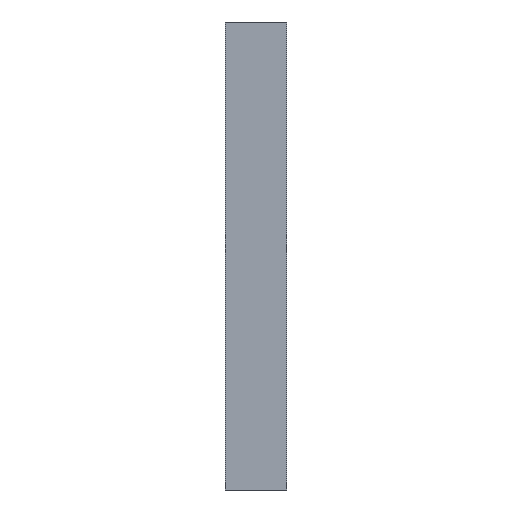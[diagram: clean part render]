
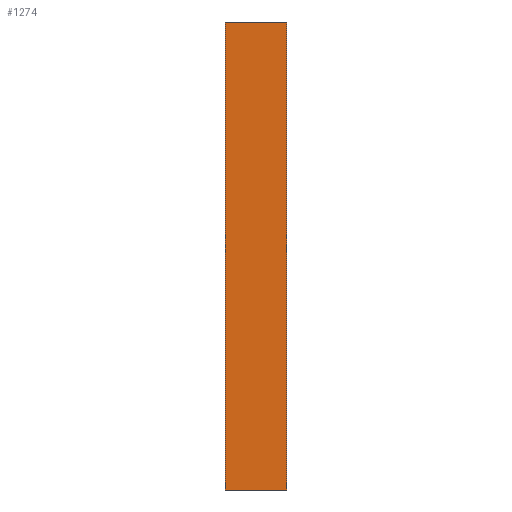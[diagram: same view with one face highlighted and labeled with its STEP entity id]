
A CAD part, left-side view. The second image highlights one B-rep face of the part: STEP entity #1274.
In plain terms, the highlighted planar face has unit normal (-1, 0, 0).
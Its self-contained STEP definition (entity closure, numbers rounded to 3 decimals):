
#123 = CARTESIAN_POINT ( 'NONE',  ( -31.5, 5., 19. ) ) ;
#136 = LINE ( 'NONE', #123, #1230 ) ;
#137 = CARTESIAN_POINT ( 'NONE',  ( -31.5, 5., -19. ) ) ;
#144 = CARTESIAN_POINT ( 'NONE',  ( -31.5, 5., -19. ) ) ;
#232 = FACE_OUTER_BOUND ( 'NONE', #726, .T. ) ;
#279 = CARTESIAN_POINT ( 'NONE',  ( -31.5, 0., -19. ) ) ;
#329 = ORIENTED_EDGE ( 'NONE', *, *, #859, .F. ) ;
#381 = VERTEX_POINT ( 'NONE', #1004 ) ;
#409 = EDGE_CURVE ( 'NONE', #444, #381, #1279, .T. ) ;
#424 = CARTESIAN_POINT ( 'NONE',  ( -31.5, 0., -19. ) ) ;
#442 = DIRECTION ( 'NONE',  ( 0., 0., -1. ) ) ;
#444 = VERTEX_POINT ( 'NONE', #424 ) ;
#461 = LINE ( 'NONE', #137, #692 ) ;
#539 = CARTESIAN_POINT ( 'NONE',  ( -31.5, 5., -19. ) ) ;
#554 = DIRECTION ( 'NONE',  ( 0., -1., 0. ) ) ;
#562 = VERTEX_POINT ( 'NONE', #144 ) ;
#615 = EDGE_CURVE ( 'NONE', #562, #444, #461, .T. ) ;
#632 = AXIS2_PLACEMENT_3D ( 'NONE', #754, #976, #442 ) ;
#666 = VECTOR ( 'NONE', #1347, 1000. ) ;
#692 = VECTOR ( 'NONE', #774, 1000. ) ;
#701 = ORIENTED_EDGE ( 'NONE', *, *, #1244, .F. ) ;
#726 = EDGE_LOOP ( 'NONE', ( #960, #329, #701, #1143 ) ) ;
#754 = CARTESIAN_POINT ( 'NONE',  ( -31.5, 5., -19. ) ) ;
#762 = LINE ( 'NONE', #539, #1270 ) ;
#774 = DIRECTION ( 'NONE',  ( 0., -1., 0. ) ) ;
#779 = PLANE ( 'NONE',  #632 ) ;
#828 = VERTEX_POINT ( 'NONE', #946 ) ;
#859 = EDGE_CURVE ( 'NONE', #828, #381, #136, .T. ) ;
#946 = CARTESIAN_POINT ( 'NONE',  ( -31.5, 5., 19. ) ) ;
#960 = ORIENTED_EDGE ( 'NONE', *, *, #409, .T. ) ;
#970 = DIRECTION ( 'NONE',  ( 0., 0., 1. ) ) ;
#976 = DIRECTION ( 'NONE',  ( 1., 0., 0. ) ) ;
#1004 = CARTESIAN_POINT ( 'NONE',  ( -31.5, 0., 19. ) ) ;
#1143 = ORIENTED_EDGE ( 'NONE', *, *, #615, .T. ) ;
#1230 = VECTOR ( 'NONE', #554, 1000. ) ;
#1244 = EDGE_CURVE ( 'NONE', #562, #828, #762, .T. ) ;
#1270 = VECTOR ( 'NONE', #970, 1000. ) ;
#1274 = ADVANCED_FACE ( 'NONE', ( #232 ), #779, .F. ) ;
#1279 = LINE ( 'NONE', #279, #666 ) ;
#1347 = DIRECTION ( 'NONE',  ( 0., 0., 1. ) ) ;
